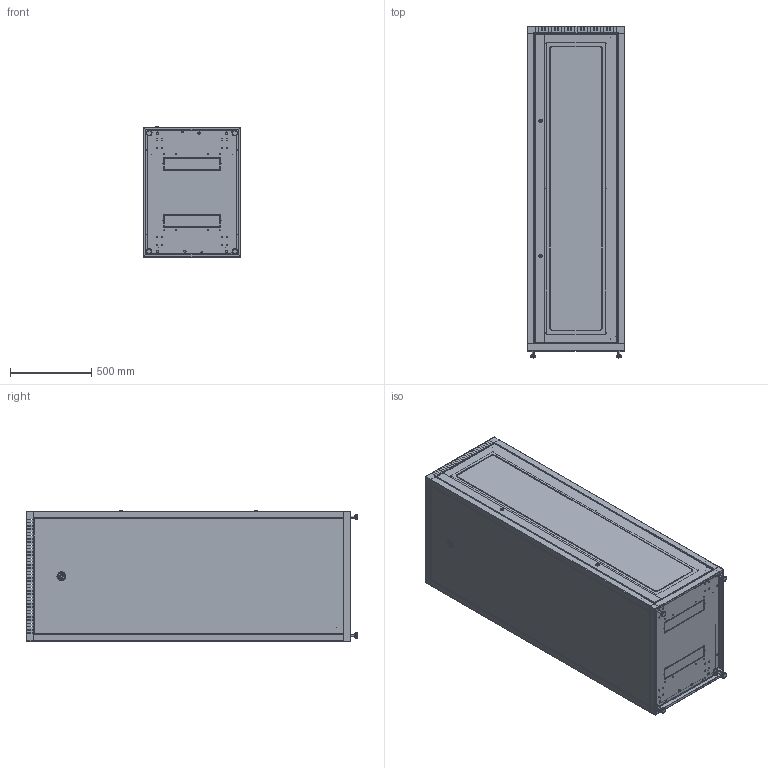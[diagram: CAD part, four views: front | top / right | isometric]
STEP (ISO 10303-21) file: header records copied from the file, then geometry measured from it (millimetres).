
FILE_DESCRIPTION (( 'STEP AP203' ), '1' );
FILE_NAME ('LE05-42U68-GM.STEP', '2025-08-05T10:14:23', ( '' ), ( '' ), 'SwSTEP 2.0', 'SolidWorks 2022', '' );
FILE_SCHEMA (( 'CONFIG_CONTROL_DESIGN' ));
Products named in the file (1): LE05-42U68-GM
Bounding box: 600 x 2042.2 x 806.3 mm (x, y, z)
Surface area: 14207459.7 mm2 (no closed solid volume)
Topology: 0 solids, 155 shells, 1278 faces, 13490 edges, 11868 vertices
Faces by surface type: plane 794, cylinder 401, cone 35, torus 34, sphere 11, bspline 3
Entity records: 126600 total; most frequent: CARTESIAN_POINT 27631, DIRECTION 19104, ORIENTED_EDGE 15861, EDGE_CURVE 13489, VERTEX_POINT 11868, VECTOR 10266, LINE 10266, AXIS2_PLACEMENT_3D 4419
